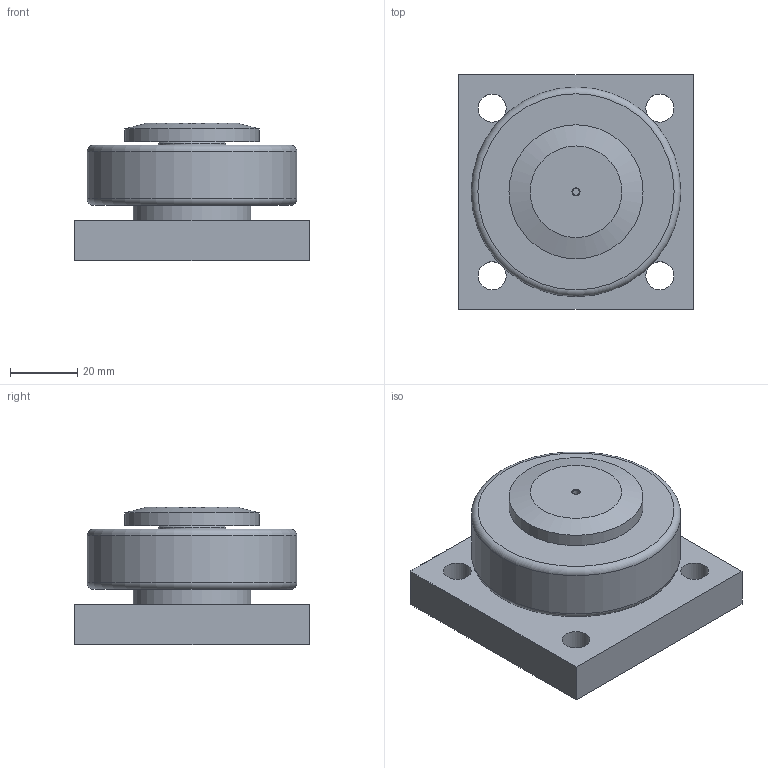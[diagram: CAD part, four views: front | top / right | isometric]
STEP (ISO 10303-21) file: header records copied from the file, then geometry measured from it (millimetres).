
FILE_DESCRIPTION(/* description */ ('-','CAx-IF Rec.Pracs.---Representation and Presentation of Product Manufacturing Information (PMI)---4.0---2014-10-13'),/* implementation_level */ '2;1');
FILE_NAME(/* name */ '21929d97-6439-400f-a378-e0bf33897b1e.stp',/* time_stamp */ '2020-04-01T16:04:00+02:00',/* author */ ('-'),/* organization */ ('NTI CADcenter A/S'),/* preprocessor_version */ 'ST-DEVELOPER v18',/* originating_system */ 'Autodesk Inventor 2020',/* authorisation */ '-');
FILE_SCHEMA (('AP242_MANAGED_MODEL_BASED_3D_ENGINEERING_MIM_LF { 1 0 10303 442 1 1 4 }'));
Length unit declared in the file: millimetre
Products named in the file (1): AS 060.0360 BQ1000_Kontur
Bounding box: 70 x 70 x 41 mm (x, y, z)
Volume: 119503.7 mm3; surface area: 24822.1 mm2
Topology: 1 solids, 1 shells, 29 faces, 72 edges, 52 vertices
Faces by surface type: plane 13, cylinder 10, cone 4, torus 2
Full cylindrical faces by diameter (mm): 2 x1, 6.647 x1, 8.376 x4, 20 x1, 35 x1, 40 x1, 62.5 x1
Entity records: 965 total; most frequent: DIRECTION 178, CARTESIAN_POINT 154, ORIENTED_EDGE 144, AXIS2_PLACEMENT_3D 76, EDGE_CURVE 72, VERTEX_POINT 52, CIRCLE 46, EDGE_LOOP 44
